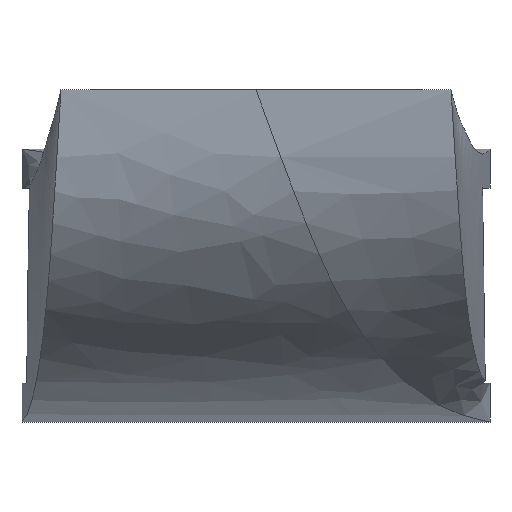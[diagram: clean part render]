
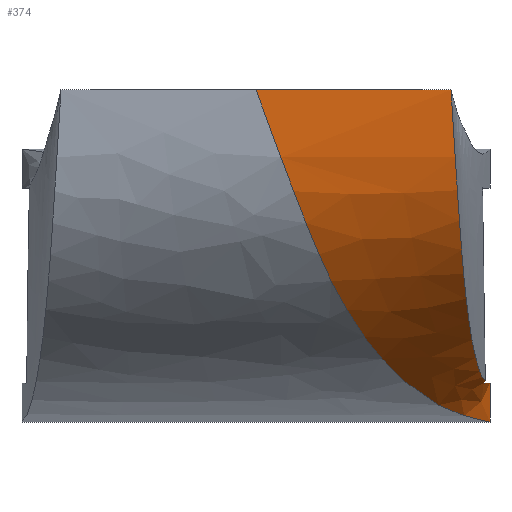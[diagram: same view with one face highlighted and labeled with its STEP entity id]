
A CAD part, top view. The second image highlights one B-rep face of the part: STEP entity #374.
In plain terms, the highlighted free-form (B-spline) face has degree [3, 3] with [4, 9] control points.
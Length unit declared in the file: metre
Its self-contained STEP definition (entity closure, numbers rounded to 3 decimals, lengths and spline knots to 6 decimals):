
#15=B_SPLINE_CURVE_WITH_KNOTS('',3,(#794,#795,#796,#797,#798,#799,#800,
#801,#802),.UNSPECIFIED.,.F.,.F.,(4,1,1,1,1,1,4),(0.,0.159849,0.318263,
0.476997,0.647458,0.826377,1.),.UNSPECIFIED.);
#19=B_SPLINE_CURVE_WITH_KNOTS('',3,(#861,#862,#863,#864),.UNSPECIFIED.,
 .F.,.F.,(4,4),(0.,0.003017),.UNSPECIFIED.);
#20=B_SPLINE_CURVE_WITH_KNOTS('',3,(#867,#868,#869,#870),.UNSPECIFIED.,
 .F.,.F.,(4,4),(0.,0.000134),.UNSPECIFIED.);
#21=B_SPLINE_CURVE_WITH_KNOTS('',3,(#873,#874,#875,#876,#877,#878,#879,
#880,#881),.UNSPECIFIED.,.F.,.F.,(4,1,1,1,1,1,4),(0.,0.159849,0.318263,
0.476997,0.647458,0.826377,1.),.UNSPECIFIED.);
#65=ORIENTED_EDGE('',*,*,#182,.F.);
#66=ORIENTED_EDGE('',*,*,#183,.T.);
#67=ORIENTED_EDGE('',*,*,#177,.F.);
#68=ORIENTED_EDGE('',*,*,#184,.T.);
#69=ORIENTED_EDGE('',*,*,#185,.T.);
#70=ORIENTED_EDGE('',*,*,#186,.F.);
#177=EDGE_CURVE('',#236,#237,#15,.T.);
#182=EDGE_CURVE('',#240,#241,#19,.T.);
#183=EDGE_CURVE('',#240,#237,#20,.T.);
#184=EDGE_CURVE('',#236,#242,#273,.T.);
#185=EDGE_CURVE('',#242,#243,#21,.T.);
#186=EDGE_CURVE('',#241,#243,#274,.T.);
#236=VERTEX_POINT('',#803);
#237=VERTEX_POINT('',#804);
#240=VERTEX_POINT('',#865);
#241=VERTEX_POINT('',#866);
#242=VERTEX_POINT('',#872);
#243=VERTEX_POINT('',#882);
#273=LINE('',#871,#293);
#274=LINE('',#883,#294);
#293=VECTOR('',#414,1.);
#294=VECTOR('',#415,1.);
#309=EDGE_LOOP('',(#65,#66,#67,#68,#69,#70));
#331=FACE_BOUND('',#309,.T.);
#353=B_SPLINE_SURFACE_WITH_KNOTS('',3,3,((#825,#826,#827,#828,#829,#830,
#831,#832,#833),(#834,#835,#836,#837,#838,#839,#840,#841,#842),(#843,#844,
#845,#846,#847,#848,#849,#850,#851),(#852,#853,#854,#855,#856,#857,#858,
#859,#860)),.RULED_SURF.,.F.,.F.,.F.,(4,4),(4,1,1,1,1,1,4),(0.,1.),(0.,
0.159849,0.318263,0.476997,0.647458,0.826377,
1.),.UNSPECIFIED.);
#374=ADVANCED_FACE('',(#331),#353,.T.);
#414=DIRECTION('',(-1.,0.,0.));
#415=DIRECTION('',(0.,-1.,0.));
#794=CARTESIAN_POINT('',(0.01,0.,0.02));
#795=CARTESIAN_POINT('',(0.010113,-0.001822,0.019802));
#796=CARTESIAN_POINT('',(0.010338,-0.00545,0.019407));
#797=CARTESIAN_POINT('',(0.010642,-0.009626,0.016318));
#798=CARTESIAN_POINT('',(0.01098,-0.012437,0.012378));
#799=CARTESIAN_POINT('',(0.011318,-0.014029,0.008285));
#800=CARTESIAN_POINT('',(0.011656,-0.014913,0.004227));
#801=CARTESIAN_POINT('',(0.011886,-0.014971,0.001395));
#802=CARTESIAN_POINT('',(0.012,-0.015,0.));
#803=CARTESIAN_POINT('',(0.01,0.,0.02));
#804=CARTESIAN_POINT('',(0.011755,-0.01489,0.003));
#825=CARTESIAN_POINT('',(0.01,0.,0.02));
#826=CARTESIAN_POINT('',(0.010113,-0.001822,0.019802));
#827=CARTESIAN_POINT('',(0.010338,-0.00545,0.019407));
#828=CARTESIAN_POINT('',(0.010642,-0.009626,0.016318));
#829=CARTESIAN_POINT('',(0.01098,-0.012437,0.012378));
#830=CARTESIAN_POINT('',(0.011318,-0.014029,0.008285));
#831=CARTESIAN_POINT('',(0.011656,-0.014913,0.004227));
#832=CARTESIAN_POINT('',(0.011886,-0.014971,0.001395));
#833=CARTESIAN_POINT('',(0.012,-0.015,0.));
#834=CARTESIAN_POINT('',(0.006667,0.,0.02));
#835=CARTESIAN_POINT('',(0.006968,-0.00183,0.01984));
#836=CARTESIAN_POINT('',(0.007568,-0.005473,0.019521));
#837=CARTESIAN_POINT('',(0.008378,-0.00977,0.016484));
#838=CARTESIAN_POINT('',(0.009279,-0.01272,0.012548));
#839=CARTESIAN_POINT('',(0.010181,-0.014446,0.008427));
#840=CARTESIAN_POINT('',(0.011082,-0.01546,0.004322));
#841=CARTESIAN_POINT('',(0.011697,-0.015598,0.001426));
#842=CARTESIAN_POINT('',(0.012,-0.015667,0.));
#843=CARTESIAN_POINT('',(0.003333,0.,0.02));
#844=CARTESIAN_POINT('',(0.003823,-0.001838,0.019878));
#845=CARTESIAN_POINT('',(0.004799,-0.005496,0.019635));
#846=CARTESIAN_POINT('',(0.006114,-0.009913,0.01665));
#847=CARTESIAN_POINT('',(0.007578,-0.013002,0.012718));
#848=CARTESIAN_POINT('',(0.009044,-0.014864,0.008569));
#849=CARTESIAN_POINT('',(0.010508,-0.016007,0.004418));
#850=CARTESIAN_POINT('',(0.011508,-0.016226,0.001458));
#851=CARTESIAN_POINT('',(0.012,-0.016333,0.));
#852=CARTESIAN_POINT('',(0.,0.,0.02));
#853=CARTESIAN_POINT('',(0.000678,-0.001845,0.019916));
#854=CARTESIAN_POINT('',(0.002029,-0.00552,0.019749));
#855=CARTESIAN_POINT('',(0.00385,-0.010057,0.016816));
#856=CARTESIAN_POINT('',(0.005878,-0.013285,0.012888));
#857=CARTESIAN_POINT('',(0.007906,-0.015282,0.008711));
#858=CARTESIAN_POINT('',(0.009934,-0.016554,0.004513));
#859=CARTESIAN_POINT('',(0.011318,-0.016853,0.001489));
#860=CARTESIAN_POINT('',(0.012,-0.017,0.));
#861=CARTESIAN_POINT('',(0.01168,-0.015,0.003));
#862=CARTESIAN_POINT('',(0.011837,-0.015,0.002006));
#863=CARTESIAN_POINT('',(0.011918,-0.015,0.001003));
#864=CARTESIAN_POINT('',(0.012,-0.015,0.));
#865=CARTESIAN_POINT('',(0.01168,-0.015,0.003));
#866=CARTESIAN_POINT('',(0.012,-0.015,0.));
#867=CARTESIAN_POINT('',(0.01168,-0.015,0.003));
#868=CARTESIAN_POINT('',(0.011705,-0.014963,0.003));
#869=CARTESIAN_POINT('',(0.01173,-0.014926,0.003));
#870=CARTESIAN_POINT('',(0.011755,-0.01489,0.003));
#871=CARTESIAN_POINT('',(0.,0.,0.02));
#872=CARTESIAN_POINT('',(0.,0.,0.02));
#873=CARTESIAN_POINT('',(0.,0.,0.02));
#874=CARTESIAN_POINT('',(0.000678,-0.001845,0.019916));
#875=CARTESIAN_POINT('',(0.002029,-0.00552,0.019749));
#876=CARTESIAN_POINT('',(0.00385,-0.010057,0.016816));
#877=CARTESIAN_POINT('',(0.005878,-0.013285,0.012888));
#878=CARTESIAN_POINT('',(0.007906,-0.015282,0.008711));
#879=CARTESIAN_POINT('',(0.009934,-0.016554,0.004513));
#880=CARTESIAN_POINT('',(0.011318,-0.016853,0.001489));
#881=CARTESIAN_POINT('',(0.012,-0.017,0.));
#882=CARTESIAN_POINT('',(0.012,-0.017,0.));
#883=CARTESIAN_POINT('',(0.012,-0.016,0.));
